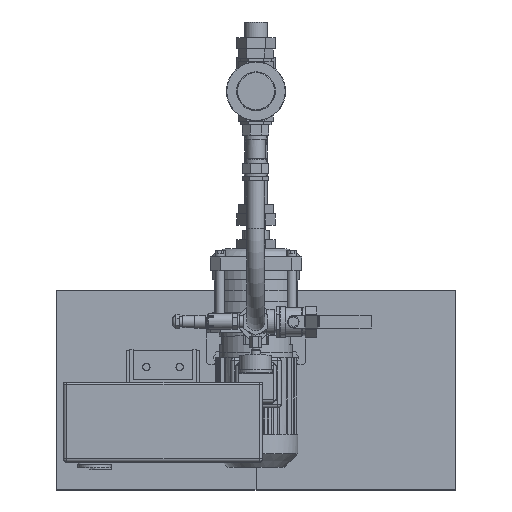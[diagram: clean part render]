
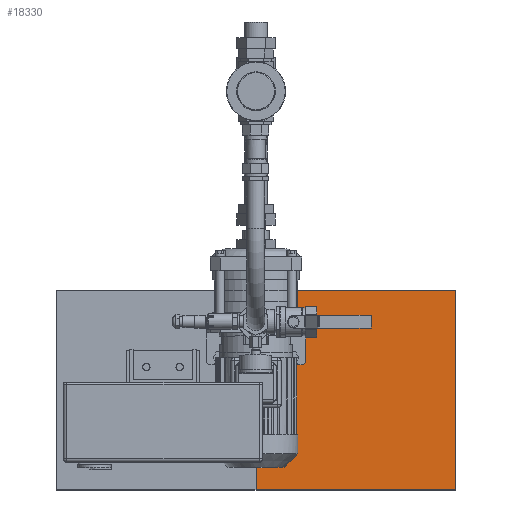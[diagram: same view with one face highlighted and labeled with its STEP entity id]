
A CAD part, top view. The second image highlights one B-rep face of the part: STEP entity #18330.
In plain terms, the highlighted planar face has unit normal (0, 0, 1).
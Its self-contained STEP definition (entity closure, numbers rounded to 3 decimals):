
#1036=LINE('',#29563,#2858);
#1057=LINE('',#29605,#2879);
#1059=LINE('',#29609,#2881);
#1060=LINE('',#29610,#2882);
#2858=VECTOR('',#23177,1.);
#2879=VECTOR('',#23208,10.);
#2881=VECTOR('',#23212,10.);
#2882=VECTOR('',#23213,10.);
#4321=PLANE('',#19810);
#5490=FACE_OUTER_BOUND('',#6674,.T.);
#6674=EDGE_LOOP('',(#14927,#14928,#14929,#14930));
#8912=VERTEX_POINT('',#29561);
#8913=VERTEX_POINT('',#29562);
#8929=VERTEX_POINT('',#29604);
#8930=VERTEX_POINT('',#29608);
#11077=EDGE_CURVE('',#8912,#8913,#1036,.T.);
#11098=EDGE_CURVE('',#8929,#8913,#1057,.T.);
#11100=EDGE_CURVE('',#8930,#8912,#1059,.T.);
#11101=EDGE_CURVE('',#8930,#8929,#1060,.T.);
#14927=ORIENTED_EDGE('',*,*,#11077,.F.);
#14928=ORIENTED_EDGE('',*,*,#11100,.F.);
#14929=ORIENTED_EDGE('',*,*,#11101,.T.);
#14930=ORIENTED_EDGE('',*,*,#11098,.T.);
#18330=ADVANCED_FACE('',(#5490),#4321,.T.);
#19810=AXIS2_PLACEMENT_3D('',#29607,#23210,#23211);
#23177=DIRECTION('',(0.,-1.,0.));
#23208=DIRECTION('',(1.,0.,0.));
#23210=DIRECTION('center_axis',(0.,0.,1.));
#23211=DIRECTION('ref_axis',(0.,-1.,0.));
#23212=DIRECTION('',(1.,0.,0.));
#23213=DIRECTION('',(0.,-1.,0.));
#29561=CARTESIAN_POINT('',(600.,47.5,50.));
#29562=CARTESIAN_POINT('',(600.,-252.5,50.));
#29563=CARTESIAN_POINT('',(600.,-102.5,50.));
#29604=CARTESIAN_POINT('',(300.,-252.5,50.));
#29605=CARTESIAN_POINT('',(600.,-252.5,50.));
#29607=CARTESIAN_POINT('Origin',(600.,-102.5,50.));
#29608=CARTESIAN_POINT('',(300.,47.5,50.));
#29609=CARTESIAN_POINT('',(600.,47.5,50.));
#29610=CARTESIAN_POINT('',(300.,-102.5,50.));
